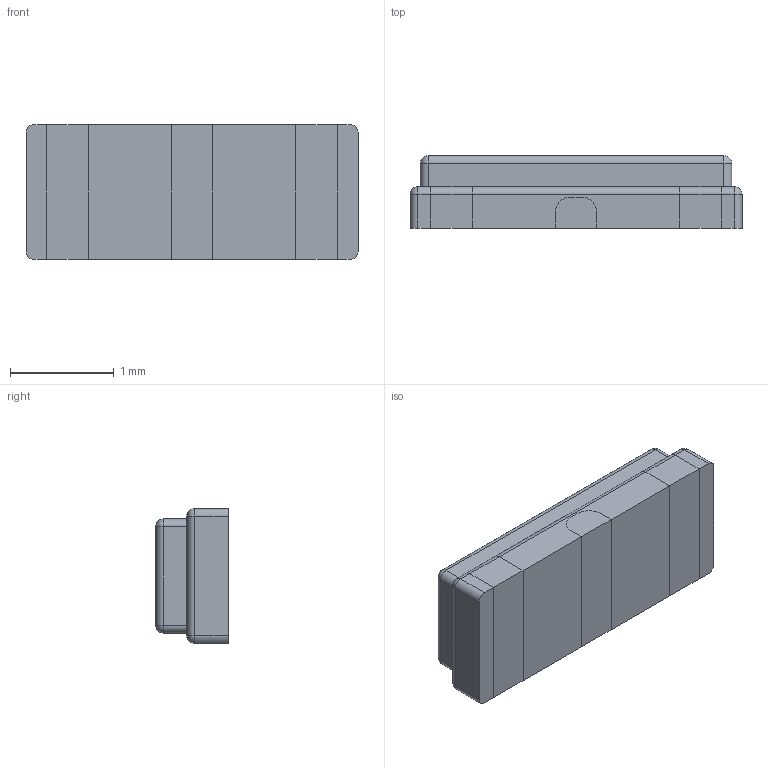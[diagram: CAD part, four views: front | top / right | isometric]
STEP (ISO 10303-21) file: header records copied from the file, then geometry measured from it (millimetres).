
FILE_DESCRIPTION (( 'STEP AP214' ), '1' );
FILE_NAME ('CSTCE8M00G55-R0.STEP', '2021-08-02T13:12:35', ( '' ), ( '' ), 'SwSTEP 2.0', 'SolidWorks 2018', '' );
FILE_SCHEMA (( 'AUTOMOTIVE_DESIGN' ));
Length unit declared in the file: millimetre
Products named in the file (2): CSTCE8M00G55-R0
Bounding box: 3.2 x 0.7 x 1.3 mm (x, y, z)
Volume: 2.6 mm3; surface area: 21.9 mm2
Topology: 4 solids, 4 shells, 89 faces, 216 edges, 128 vertices
Faces by surface type: plane 53, cylinder 28, sphere 8
Entity records: 3557 total; most frequent: DIRECTION 446, CARTESIAN_POINT 427, ORIENTED_EDGE 416, EDGE_CURVE 208, VECTOR 152, LINE 152, AXIS2_PLACEMENT_3D 147, VERTEX_POINT 128
